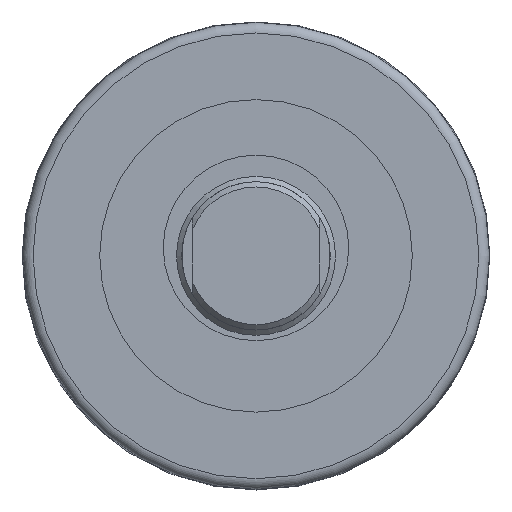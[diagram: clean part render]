
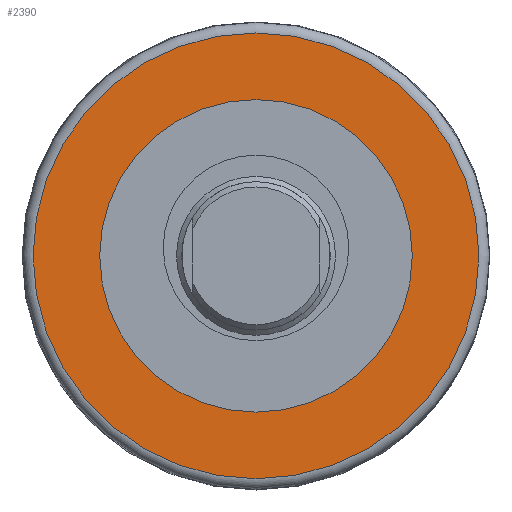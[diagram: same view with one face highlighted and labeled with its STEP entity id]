
A CAD part, left-side view. The second image highlights one B-rep face of the part: STEP entity #2390.
In plain terms, the highlighted planar face has unit normal (-1, 0, 0).
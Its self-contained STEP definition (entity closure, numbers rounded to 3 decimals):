
#99=FACE_BOUND('',#610,.T.);
#287=CIRCLE('',#2691,29.25);
#288=CIRCLE('',#2692,29.25);
#345=CIRCLE('',#2778,42.079);
#346=CIRCLE('',#2779,42.079);
#469=FACE_OUTER_BOUND('',#609,.T.);
#609=EDGE_LOOP('',(#2026,#2027));
#610=EDGE_LOOP('',(#2028,#2029));
#949=VERTEX_POINT('',#4161);
#950=VERTEX_POINT('',#4163);
#1005=VERTEX_POINT('',#4511);
#1006=VERTEX_POINT('',#4513);
#1265=EDGE_CURVE('',#950,#949,#287,.T.);
#1266=EDGE_CURVE('',#949,#950,#288,.T.);
#1357=EDGE_CURVE('',#1005,#1006,#345,.T.);
#1358=EDGE_CURVE('',#1006,#1005,#346,.T.);
#2026=ORIENTED_EDGE('',*,*,#1358,.F.);
#2027=ORIENTED_EDGE('',*,*,#1357,.F.);
#2028=ORIENTED_EDGE('',*,*,#1265,.T.);
#2029=ORIENTED_EDGE('',*,*,#1266,.T.);
#2140=PLANE('',#2780);
#2390=ADVANCED_FACE('',(#469,#99),#2140,.T.);
#2691=AXIS2_PLACEMENT_3D('',#4164,#3407,#3408);
#2692=AXIS2_PLACEMENT_3D('',#4165,#3409,#3410);
#2778=AXIS2_PLACEMENT_3D('',#4514,#3602,#3603);
#2779=AXIS2_PLACEMENT_3D('',#4515,#3604,#3605);
#2780=AXIS2_PLACEMENT_3D('',#4516,#3606,#3607);
#3407=DIRECTION('center_axis',(1.,0.,0.));
#3408=DIRECTION('ref_axis',(0.,1.,0.));
#3409=DIRECTION('center_axis',(1.,0.,0.));
#3410=DIRECTION('ref_axis',(0.,1.,0.));
#3602=DIRECTION('center_axis',(1.,0.,0.));
#3603=DIRECTION('ref_axis',(0.,1.,0.));
#3604=DIRECTION('center_axis',(1.,0.,0.));
#3605=DIRECTION('ref_axis',(0.,1.,0.));
#3606=DIRECTION('center_axis',(-1.,0.,0.));
#3607=DIRECTION('ref_axis',(0.,0.,-1.));
#4161=CARTESIAN_POINT('',(76.7,-29.25,0.));
#4163=CARTESIAN_POINT('',(76.7,29.25,0.));
#4164=CARTESIAN_POINT('Origin',(76.7,0.,0.));
#4165=CARTESIAN_POINT('Origin',(76.7,0.,0.));
#4511=CARTESIAN_POINT('',(76.7,0.,-42.079));
#4513=CARTESIAN_POINT('',(76.7,-42.079,0.));
#4514=CARTESIAN_POINT('Origin',(76.7,0.,0.));
#4515=CARTESIAN_POINT('Origin',(76.7,0.,0.));
#4516=CARTESIAN_POINT('Origin',(76.7,-38.27,0.));
